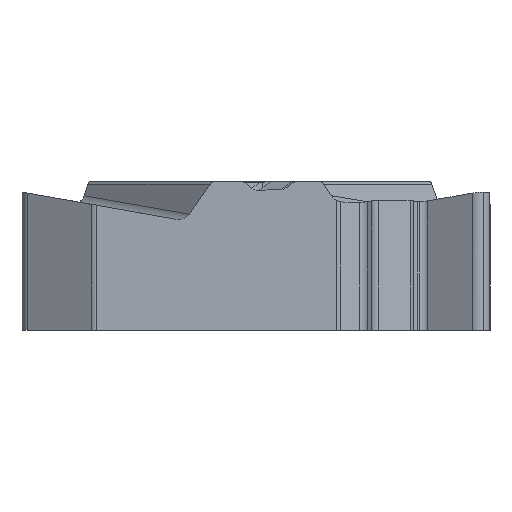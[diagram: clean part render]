
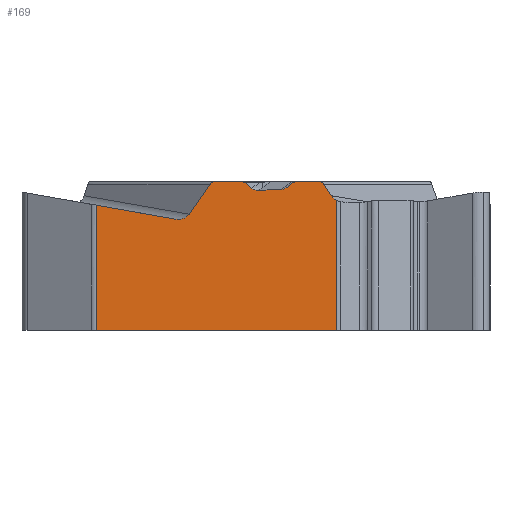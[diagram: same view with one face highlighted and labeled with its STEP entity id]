
A CAD part, left-side view. The second image highlights one B-rep face of the part: STEP entity #169.
In plain terms, the highlighted planar face has unit normal (-1, 0, 0).
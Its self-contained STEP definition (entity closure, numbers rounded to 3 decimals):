
#122=PLANE('',#2100);
#169=ADVANCED_FACE('',(#320),#122,.F.);
#320=FACE_OUTER_BOUND('',#422,.T.);
#422=EDGE_LOOP('',(#614,#615,#616,#617,#618,#619,#620,#621,#622,#623,#624,
#625,#626,#627,#628,#629,#630,#631,#632));
#533=ELLIPSE('',#2080,0.386,0.33);
#538=ELLIPSE('',#2087,0.379,0.33);
#545=ELLIPSE('',#2096,0.17,0.15);
#546=ELLIPSE('',#2097,0.15,0.15);
#547=ELLIPSE('',#2098,0.167,0.15);
#548=ELLIPSE('',#2099,0.177,0.15);
#614=ORIENTED_EDGE('',*,*,#1398,.F.);
#615=ORIENTED_EDGE('',*,*,#1399,.T.);
#616=ORIENTED_EDGE('',*,*,#1366,.T.);
#617=ORIENTED_EDGE('',*,*,#1400,.F.);
#618=ORIENTED_EDGE('',*,*,#1401,.F.);
#619=ORIENTED_EDGE('',*,*,#1402,.F.);
#620=ORIENTED_EDGE('',*,*,#1403,.F.);
#621=ORIENTED_EDGE('',*,*,#1404,.F.);
#622=ORIENTED_EDGE('',*,*,#1405,.F.);
#623=ORIENTED_EDGE('',*,*,#1406,.F.);
#624=ORIENTED_EDGE('',*,*,#1407,.F.);
#625=ORIENTED_EDGE('',*,*,#1408,.F.);
#626=ORIENTED_EDGE('',*,*,#1409,.F.);
#627=ORIENTED_EDGE('',*,*,#1410,.F.);
#628=ORIENTED_EDGE('',*,*,#1411,.F.);
#629=ORIENTED_EDGE('',*,*,#1412,.F.);
#630=ORIENTED_EDGE('',*,*,#1376,.T.);
#631=ORIENTED_EDGE('',*,*,#1413,.F.);
#632=ORIENTED_EDGE('',*,*,#1414,.T.);
#1172=VERTEX_POINT('',#3317);
#1173=VERTEX_POINT('',#3319);
#1181=VERTEX_POINT('',#3350);
#1183=VERTEX_POINT('',#3353);
#1202=VERTEX_POINT('',#3426);
#1203=VERTEX_POINT('',#3427);
#1204=VERTEX_POINT('',#3430);
#1205=VERTEX_POINT('',#3432);
#1206=VERTEX_POINT('',#3434);
#1207=VERTEX_POINT('',#3436);
#1208=VERTEX_POINT('',#3438);
#1209=VERTEX_POINT('',#3452);
#1210=VERTEX_POINT('',#3454);
#1211=VERTEX_POINT('',#3468);
#1212=VERTEX_POINT('',#3470);
#1213=VERTEX_POINT('',#3472);
#1214=VERTEX_POINT('',#3474);
#1215=VERTEX_POINT('',#3476);
#1216=VERTEX_POINT('',#3479);
#1366=EDGE_CURVE('',#1173,#1172,#533,.T.);
#1376=EDGE_CURVE('',#1183,#1181,#538,.T.);
#1398=EDGE_CURVE('',#1202,#1203,#1676,.T.);
#1399=EDGE_CURVE('',#1202,#1173,#1677,.T.);
#1400=EDGE_CURVE('',#1204,#1172,#1678,.T.);
#1401=EDGE_CURVE('',#1205,#1204,#545,.T.);
#1402=EDGE_CURVE('',#1206,#1205,#1679,.T.);
#1403=EDGE_CURVE('',#1207,#1206,#546,.T.);
#1404=EDGE_CURVE('',#1208,#1207,#1680,.T.);
#1405=EDGE_CURVE('',#1209,#1208,#2029,.T.);
#1406=EDGE_CURVE('',#1210,#1209,#1681,.T.);
#1407=EDGE_CURVE('',#1211,#1210,#2030,.T.);
#1408=EDGE_CURVE('',#1212,#1211,#1682,.T.);
#1409=EDGE_CURVE('',#1213,#1212,#547,.T.);
#1410=EDGE_CURVE('',#1214,#1213,#1683,.T.);
#1411=EDGE_CURVE('',#1215,#1214,#548,.T.);
#1412=EDGE_CURVE('',#1183,#1215,#1684,.T.);
#1413=EDGE_CURVE('',#1216,#1181,#1685,.T.);
#1414=EDGE_CURVE('',#1216,#1203,#1686,.T.);
#1676=LINE('',#3425,#1850);
#1677=LINE('',#3428,#1851);
#1678=LINE('',#3429,#1852);
#1679=LINE('',#3433,#1853);
#1680=LINE('',#3437,#1854);
#1681=LINE('',#3453,#1855);
#1682=LINE('',#3469,#1856);
#1683=LINE('',#3473,#1857);
#1684=LINE('',#3477,#1858);
#1685=LINE('',#3478,#1859);
#1686=LINE('',#3480,#1860);
#1850=VECTOR('',#2324,1.);
#1851=VECTOR('',#2325,1.);
#1852=VECTOR('',#2326,1.);
#1853=VECTOR('',#2329,1.);
#1854=VECTOR('',#2332,1.);
#1855=VECTOR('',#2333,1.);
#1856=VECTOR('',#2334,1.);
#1857=VECTOR('',#2337,1.);
#1858=VECTOR('',#2340,1.);
#1859=VECTOR('',#2341,1.);
#1860=VECTOR('',#2342,1.);
#2029=B_SPLINE_CURVE_WITH_KNOTS('',3,(#3439,#3440,#3441,#3442,#3443,#3444,
#3445,#3446,#3447,#3448,#3449,#3450,#3451),.UNSPECIFIED.,.F.,.F.,(4,3,3,
3,4),(0.,0.249,0.498,0.746,1.),
 .UNSPECIFIED.);
#2030=B_SPLINE_CURVE_WITH_KNOTS('',3,(#3455,#3456,#3457,#3458,#3459,#3460,
#3461,#3462,#3463,#3464,#3465,#3466,#3467),.UNSPECIFIED.,.F.,.F.,(4,3,3,
3,4),(0.,0.234,0.468,0.701,1.),
 .UNSPECIFIED.);
#2080=AXIS2_PLACEMENT_3D('',#3318,#2277,#2278);
#2087=AXIS2_PLACEMENT_3D('',#3352,#2294,#2295);
#2096=AXIS2_PLACEMENT_3D('',#3431,#2327,#2328);
#2097=AXIS2_PLACEMENT_3D('',#3435,#2330,#2331);
#2098=AXIS2_PLACEMENT_3D('',#3471,#2335,#2336);
#2099=AXIS2_PLACEMENT_3D('',#3475,#2338,#2339);
#2100=AXIS2_PLACEMENT_3D('',#3481,#2343,#2344);
#2277=DIRECTION('',(1.,0.,0.));
#2278=DIRECTION('',(0.,-0.986,-0.165));
#2294=DIRECTION('',(1.,0.,0.));
#2295=DIRECTION('',(0.,-0.985,-0.174));
#2324=DIRECTION('',(0.,1.,0.));
#2325=DIRECTION('',(0.,0.,1.));
#2326=DIRECTION('',(0.,-0.558,-0.83));
#2327=DIRECTION('',(1.,0.,0.));
#2328=DIRECTION('',(0.,1.,0.));
#2329=DIRECTION('',(0.,-1.,0.));
#2330=DIRECTION('',(1.,0.,0.));
#2331=DIRECTION('',(0.,-1.,0.));
#2332=DIRECTION('',(0.,-0.759,0.651));
#2333=DIRECTION('',(0.,-0.999,0.043));
#2334=DIRECTION('',(0.,-0.792,-0.611));
#2335=DIRECTION('',(1.,0.,0.));
#2336=DIRECTION('',(0.,1.,0.));
#2337=DIRECTION('',(0.,-1.,0.));
#2338=DIRECTION('',(1.,0.,0.));
#2339=DIRECTION('',(0.,1.,0.));
#2340=DIRECTION('',(0.,-0.574,0.819));
#2341=DIRECTION('',(0.,-0.985,-0.174));
#2342=DIRECTION('',(0.,0.,-1.));
#2343=DIRECTION('',(1.,0.,0.));
#2344=DIRECTION('',(0.,0.,-1.));
#3317=CARTESIAN_POINT('',(-4.763,-1.987,-0.105));
#3318=CARTESIAN_POINT('',(-4.763,-2.318,0.05));
#3319=CARTESIAN_POINT('',(-4.763,-2.136,-0.234));
#3350=CARTESIAN_POINT('',(-4.763,2.484,-0.779));
#3352=CARTESIAN_POINT('',(-4.763,2.426,-0.454));
#3353=CARTESIAN_POINT('',(-4.763,2.102,-0.637));
#3425=CARTESIAN_POINT('',(-4.763,-3.173,-3.97));
#3426=CARTESIAN_POINT('',(-4.763,-2.136,-3.97));
#3427=CARTESIAN_POINT('',(-4.763,4.77,-3.97));
#3428=CARTESIAN_POINT('',(-4.763,-2.136,3.3));
#3429=CARTESIAN_POINT('',(-4.763,-0.332,2.357));
#3430=CARTESIAN_POINT('',(-4.763,-1.764,0.227));
#3431=CARTESIAN_POINT('',(-4.763,-1.618,0.15));
#3432=CARTESIAN_POINT('',(-4.763,-1.618,0.3));
#3433=CARTESIAN_POINT('',(-4.763,3.173,0.3));
#3434=CARTESIAN_POINT('',(-4.763,-0.971,0.3));
#3435=CARTESIAN_POINT('',(-4.763,-0.971,0.15));
#3436=CARTESIAN_POINT('',(-4.763,-0.873,0.264));
#3437=CARTESIAN_POINT('',(-4.763,1.59,-1.847));
#3438=CARTESIAN_POINT('',(-4.763,-0.748,0.157));
#3439=CARTESIAN_POINT('',(-4.763,-0.55,0.078));
#3440=CARTESIAN_POINT('',(-4.763,-0.568,0.079));
#3441=CARTESIAN_POINT('',(-4.763,-0.586,0.082));
#3442=CARTESIAN_POINT('',(-4.763,-0.603,0.085));
#3443=CARTESIAN_POINT('',(-4.763,-0.621,0.089));
#3444=CARTESIAN_POINT('',(-4.763,-0.638,0.094));
#3445=CARTESIAN_POINT('',(-4.763,-0.655,0.101));
#3446=CARTESIAN_POINT('',(-4.763,-0.672,0.108));
#3447=CARTESIAN_POINT('',(-4.763,-0.688,0.116));
#3448=CARTESIAN_POINT('',(-4.763,-0.703,0.125));
#3449=CARTESIAN_POINT('',(-4.763,-0.719,0.134));
#3450=CARTESIAN_POINT('',(-4.763,-0.734,0.145));
#3451=CARTESIAN_POINT('',(-4.763,-0.748,0.157));
#3452=CARTESIAN_POINT('',(-4.763,-0.55,0.078));
#3453=CARTESIAN_POINT('',(-4.763,-3.165,0.19));
#3454=CARTESIAN_POINT('',(-4.763,0.098,0.051));
#3455=CARTESIAN_POINT('',(-4.763,0.297,0.113));
#3456=CARTESIAN_POINT('',(-4.763,0.284,0.102));
#3457=CARTESIAN_POINT('',(-4.763,0.269,0.093));
#3458=CARTESIAN_POINT('',(-4.763,0.255,0.086));
#3459=CARTESIAN_POINT('',(-4.763,0.24,0.078));
#3460=CARTESIAN_POINT('',(-4.763,0.225,0.071));
#3461=CARTESIAN_POINT('',(-4.763,0.209,0.066));
#3462=CARTESIAN_POINT('',(-4.763,0.194,0.061));
#3463=CARTESIAN_POINT('',(-4.763,0.177,0.057));
#3464=CARTESIAN_POINT('',(-4.763,0.161,0.054));
#3465=CARTESIAN_POINT('',(-4.763,0.14,0.051));
#3466=CARTESIAN_POINT('',(-4.763,0.119,0.05));
#3467=CARTESIAN_POINT('',(-4.763,0.098,0.051));
#3468=CARTESIAN_POINT('',(-4.763,0.297,0.113));
#3469=CARTESIAN_POINT('',(-4.763,-1.933,-1.607));
#3470=CARTESIAN_POINT('',(-4.763,0.493,0.264));
#3471=CARTESIAN_POINT('',(-4.763,0.601,0.15));
#3472=CARTESIAN_POINT('',(-4.763,0.601,0.3));
#3473=CARTESIAN_POINT('',(-4.763,-3.173,0.3));
#3474=CARTESIAN_POINT('',(-4.763,1.345,0.3));
#3475=CARTESIAN_POINT('',(-4.763,1.345,0.15));
#3476=CARTESIAN_POINT('',(-4.763,1.497,0.227));
#3477=CARTESIAN_POINT('',(-4.763,0.068,2.269));
#3478=CARTESIAN_POINT('',(-4.763,-2.869,-1.723));
#3479=CARTESIAN_POINT('',(-4.763,4.77,-0.376));
#3480=CARTESIAN_POINT('',(-4.763,4.77,-5.47));
#3481=CARTESIAN_POINT('',(-4.763,-3.173,0.));
